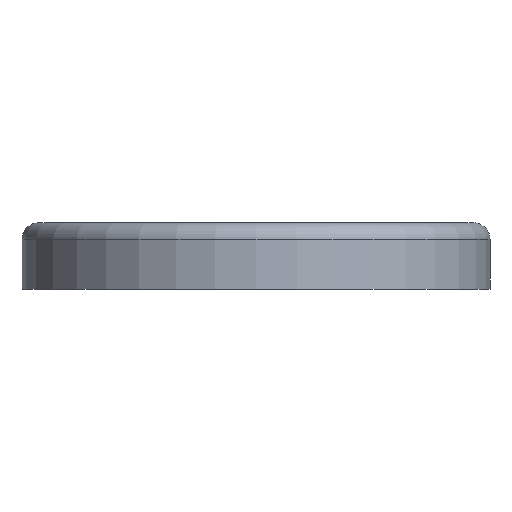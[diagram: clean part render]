
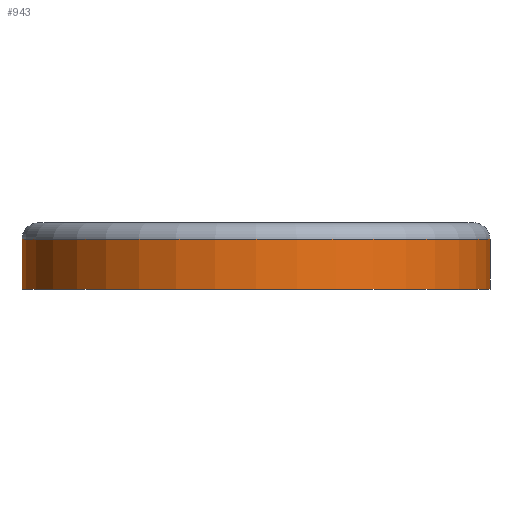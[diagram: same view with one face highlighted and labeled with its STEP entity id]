
A CAD part, front view. The second image highlights one B-rep face of the part: STEP entity #943.
In plain terms, the highlighted cylindrical face has radius 28.25 mm (diameter 56.5 mm), a full revolution.
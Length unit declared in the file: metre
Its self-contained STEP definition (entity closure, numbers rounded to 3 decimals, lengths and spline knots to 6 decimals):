
#288=ORIENTED_EDGE('',*,*,#540,.T.);
#289=ORIENTED_EDGE('',*,*,#541,.T.);
#540=EDGE_CURVE('',#666,#666,#756,.F.);
#541=EDGE_CURVE('',#667,#667,#757,.T.);
#666=VERTEX_POINT('',#1367);
#667=VERTEX_POINT('',#1369);
#756=CIRCLE('',#1025,0.02825);
#757=CIRCLE('',#1026,0.02825);
#774=EDGE_LOOP('',(#288));
#775=EDGE_LOOP('',(#289));
#858=FACE_BOUND('',#774,.T.);
#859=FACE_BOUND('',#775,.T.);
#935=CYLINDRICAL_SURFACE('',#1024,0.02825);
#943=ADVANCED_FACE('',(#858,#859),#935,.T.);
#1024=AXIS2_PLACEMENT_3D('',#1365,#1119,#1120);
#1025=AXIS2_PLACEMENT_3D('',#1366,#1121,#1122);
#1026=AXIS2_PLACEMENT_3D('',#1368,#1123,#1124);
#1119=DIRECTION('',(0.,0.,-1.));
#1120=DIRECTION('',(-1.,0.,0.));
#1121=DIRECTION('',(0.,0.,1.));
#1122=DIRECTION('',(1.,0.,0.));
#1123=DIRECTION('',(0.,0.,1.));
#1124=DIRECTION('',(1.,0.,0.));
#1365=CARTESIAN_POINT('',(0.,0.,0.017));
#1366=CARTESIAN_POINT('',(0.,0.,0.015));
#1367=CARTESIAN_POINT('',(0.02825,0.,0.015));
#1368=CARTESIAN_POINT('',(0.,0.,0.009));
#1369=CARTESIAN_POINT('',(0.02825,0.,0.009));
